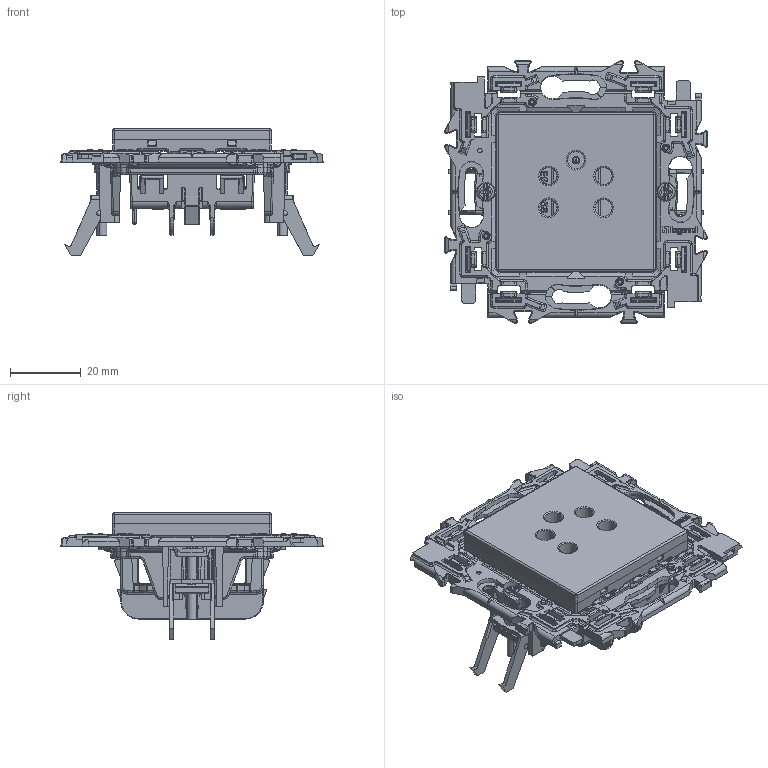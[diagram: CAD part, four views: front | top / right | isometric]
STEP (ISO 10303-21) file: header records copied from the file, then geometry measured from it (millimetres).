
FILE_DESCRIPTION(('CATIA V5 STEP Exchange','CAx-IF Rec.Pracs.--- Model Styling and Organization---1.4--- 2014-01-23'),'2;1');
FILE_NAME('T002277_A-ASS-1.stp','2021-01-29T12:03:45+00:00',('none'),('none'),'CATIA Version 5-6 Release 2017 SP3','CATIA V5 STEP AP214','none');
FILE_SCHEMA(('AUTOMOTIVE_DESIGN { 1 0 10303 214 1 1 1 1 }'));
Products named in the file (10): T002277_A ; 953904 ; 0038174; 0055184; 0097E59; 0291G96 ; 0091L62; 0091L63; ED00192AA; EG00058AA
Assembly tree (12 placements, depth 4):
  T002277_A 
    953904 
      0038174  x2
      0055184  x2
      0097E59  x2
      0291G96 
        0091L62
        0091L63
    ED00192AA
    EG00058AA
Bounding box: 74.15 x 74.15 x 35.96 mm (x, y, z)
Volume: 24563.9 mm3; surface area: 35562 mm2
Topology: 10 solids, 10 shells, 5758 faces, 15902 edges, 10061 vertices
Faces by surface type: plane 3107, cylinder 1386, cone 378, bspline 376, torus 336, sphere 161, extrusion 14
Entity records: 207292 total; most frequent: CARTESIAN_POINT 77600, ORIENTED_EDGE 30662, DIRECTION 20337, EDGE_CURVE 15331, VERTEX_POINT 9812, VECTOR 9120, LINE 9106, AXIS2_PLACEMENT_3D 6882
